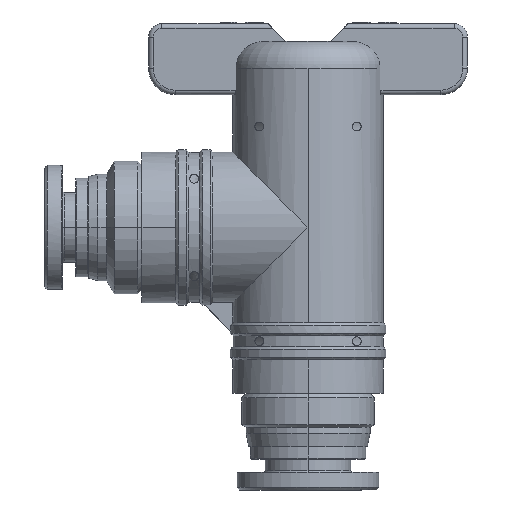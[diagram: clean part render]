
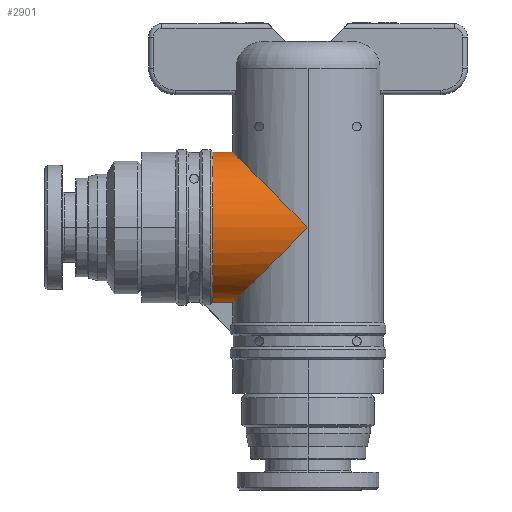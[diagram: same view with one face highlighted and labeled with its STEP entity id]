
A CAD part, left-side view. The second image highlights one B-rep face of the part: STEP entity #2901.
In plain terms, the highlighted cylindrical face has radius 8.5 mm (diameter 17 mm), a partial arc.
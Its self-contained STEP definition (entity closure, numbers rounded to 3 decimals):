
#2377=CARTESIAN_POINT('',(-0.1,2.625,-5.275));
#2378=VERTEX_POINT('',#2377);
#2408=CARTESIAN_POINT('',(-0.1,2.625,11.725));
#2409=VERTEX_POINT('',#2408);
#2417=CARTESIAN_POINT('',(-8.6,-5.875,3.225));
#2418=VERTEX_POINT('',#2417);
#2419=CARTESIAN_POINT('',(-0.1,-5.875,3.225));
#2420=DIRECTION('',(0.0,0.707,-0.707));
#2421=DIRECTION('',(0.0,0.707,0.707));
#2422=AXIS2_PLACEMENT_3D('',#2419,#2420,#2421);
#2423=ELLIPSE('',#2422,12.021,8.5);
#2424=EDGE_CURVE('',#2418,#2409,#2423,.T.);
#2678=CARTESIAN_POINT('',(-0.1,-5.875,3.225));
#2679=DIRECTION('',(0.0,0.707,0.707));
#2680=DIRECTION('',(0.0,-0.707,0.707));
#2681=AXIS2_PLACEMENT_3D('',#2678,#2679,#2680);
#2682=ELLIPSE('',#2681,12.021,8.5);
#2683=EDGE_CURVE('',#2378,#2418,#2682,.T.);
#2821=CARTESIAN_POINT('',(-0.1,4.875,11.725));
#2822=VERTEX_POINT('',#2821);
#2823=CARTESIAN_POINT('',(-0.1,2.625,11.725));
#2824=DIRECTION('',(0.0,1.0,0.0));
#2825=VECTOR('',#2824,2.25);
#2826=LINE('',#2823,#2825);
#2827=EDGE_CURVE('',#2409,#2822,#2826,.T.);
#2831=CARTESIAN_POINT('',(-0.1,4.875,-5.275));
#2832=VERTEX_POINT('',#2831);
#2833=CARTESIAN_POINT('',(-0.1,4.875,-5.275));
#2834=DIRECTION('',(0.0,-1.0,0.0));
#2835=VECTOR('',#2834,2.25);
#2836=LINE('',#2833,#2835);
#2837=EDGE_CURVE('',#2832,#2378,#2836,.T.);
#2883=CARTESIAN_POINT('',(-0.1,12.875,3.225));
#2884=DIRECTION('',(0.0,-1.0,0.0));
#2885=DIRECTION('',(1.0,0.0,0.0));
#2886=AXIS2_PLACEMENT_3D('',#2883,#2884,#2885);
#2887=CYLINDRICAL_SURFACE('',#2886,8.5);
#2888=ORIENTED_EDGE('',*,*,#2827,.T.);
#2889=CARTESIAN_POINT('',(-0.1,4.875,3.225));
#2890=DIRECTION('',(0.0,-1.0,0.0));
#2891=DIRECTION('',(1.0,0.0,0.0));
#2892=AXIS2_PLACEMENT_3D('',#2889,#2890,#2891);
#2893=CIRCLE('',#2892,8.5);
#2894=EDGE_CURVE('',#2822,#2832,#2893,.T.);
#2895=ORIENTED_EDGE('',*,*,#2894,.T.);
#2896=ORIENTED_EDGE('',*,*,#2837,.T.);
#2897=ORIENTED_EDGE('',*,*,#2683,.T.);
#2898=ORIENTED_EDGE('',*,*,#2424,.T.);
#2899=EDGE_LOOP('',(#2888,#2895,#2896,#2897,#2898));
#2900=FACE_OUTER_BOUND('',#2899,.T.);
#2901=ADVANCED_FACE('',(#2900),#2887,.T.);
